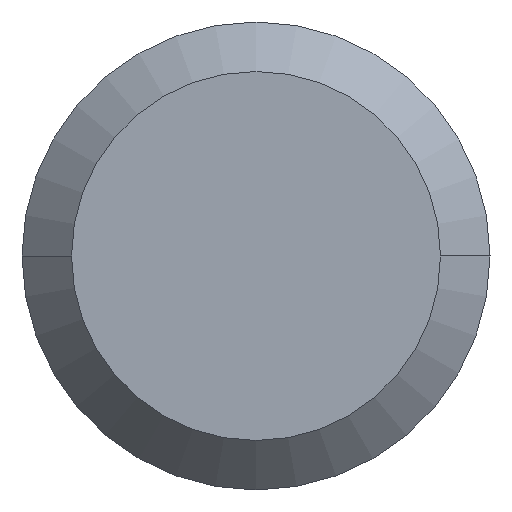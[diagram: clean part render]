
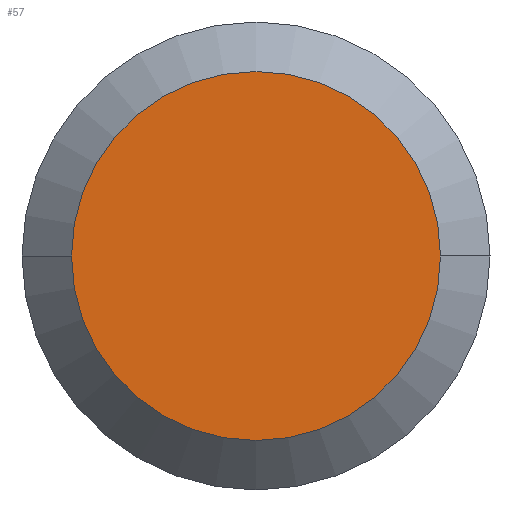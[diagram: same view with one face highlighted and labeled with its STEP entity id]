
A CAD part, left-side view. The second image highlights one B-rep face of the part: STEP entity #57.
In plain terms, the highlighted planar face has unit normal (-1, 0, 0).
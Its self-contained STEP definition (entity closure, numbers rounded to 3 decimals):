
#31 = EDGE_LOOP ( 'NONE', ( #300, #217 ) ) ;
#32 = DIRECTION ( 'NONE',  ( 1., 0., 0. ) ) ;
#37 = VERTEX_POINT ( 'NONE', #327 ) ;
#38 = VERTEX_POINT ( 'NONE', #235 ) ;
#47 = CIRCLE ( 'NONE', #216, 2.365 ) ;
#57 = ADVANCED_FACE ( 'NONE', ( #391 ), #309, .T. ) ;
#74 = DIRECTION ( 'NONE',  ( 1., 0., 0. ) ) ;
#115 = CARTESIAN_POINT ( 'NONE',  ( 0., 0., 0. ) ) ;
#124 = DIRECTION ( 'NONE',  ( 0., 1., 0. ) ) ;
#144 = EDGE_CURVE ( 'NONE', #37, #38, #210, .T. ) ;
#169 = EDGE_CURVE ( 'NONE', #38, #37, #47, .T. ) ;
#190 = DIRECTION ( 'NONE',  ( 0., 1., 0. ) ) ;
#191 = CARTESIAN_POINT ( 'NONE',  ( 0., 0., 0. ) ) ;
#210 = CIRCLE ( 'NONE', #293, 2.365 ) ;
#216 = AXIS2_PLACEMENT_3D ( 'NONE', #221, #32, #124 ) ;
#217 = ORIENTED_EDGE ( 'NONE', *, *, #144, .F. ) ;
#221 = CARTESIAN_POINT ( 'NONE',  ( 0., 0., 0. ) ) ;
#235 = CARTESIAN_POINT ( 'NONE',  ( 0., 2.365, 0. ) ) ;
#247 = DIRECTION ( 'NONE',  ( -1., 0., 0. ) ) ;
#293 = AXIS2_PLACEMENT_3D ( 'NONE', #191, #74, #190 ) ;
#300 = ORIENTED_EDGE ( 'NONE', *, *, #169, .F. ) ;
#309 = PLANE ( 'NONE',  #398 ) ;
#327 = CARTESIAN_POINT ( 'NONE',  ( 0., -2.365, 0. ) ) ;
#370 = DIRECTION ( 'NONE',  ( 0., -1., 0. ) ) ;
#391 = FACE_OUTER_BOUND ( 'NONE', #31, .T. ) ;
#398 = AXIS2_PLACEMENT_3D ( 'NONE', #115, #247, #370 ) ;
